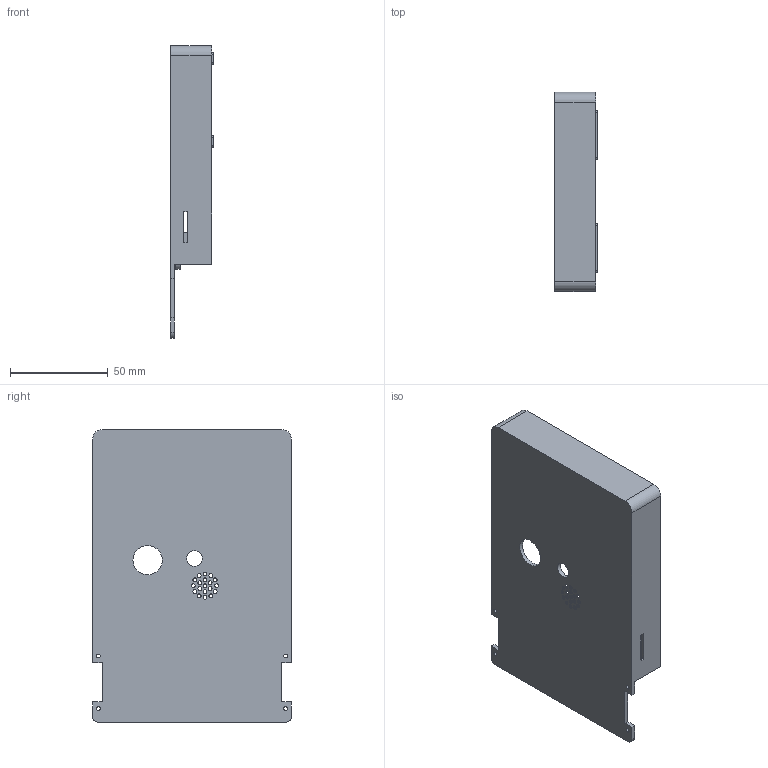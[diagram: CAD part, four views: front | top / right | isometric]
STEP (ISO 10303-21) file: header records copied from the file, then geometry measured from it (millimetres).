
FILE_DESCRIPTION(/* description */ (''),/* implementation_level */ '2;1');
FILE_NAME(/* name */ 'chassis v41.step',/* time_stamp */ '2024-07-13T19:31:53+09:00',/* author */ (''),/* organization */ (''),/* preprocessor_version */ 'ST-DEVELOPER v20',/* originating_system */ 'Autodesk Translation Framework v13.14.0.145',/* authorisation */ '');
FILE_SCHEMA (('AUTOMOTIVE_DESIGN { 1 0 10303 214 3 1 1 }'));
Length unit declared in the file: millimetre
Products named in the file (1): chassis
Bounding box: 22 x 102 x 150 mm (x, y, z)
Volume: 53850.8 mm3; surface area: 49036.6 mm2
Topology: 1 solids, 1 shells, 283 faces, 679 edges, 412 vertices
Faces by surface type: cylinder 137, plane 99, bspline 26, torus 17, sphere 4
Full cylindrical faces by diameter (mm): 1.5 x6, 1.623 x13, 2 x23, 4.2 x4, 7.2 x6, 8 x1, 15 x1
Entity records: 8863 total; most frequent: CARTESIAN_POINT 2061, DIRECTION 1488, ORIENTED_EDGE 1326, EDGE_CURVE 663, AXIS2_PLACEMENT_3D 577, VERTEX_POINT 412, EDGE_LOOP 373, LINE 334
